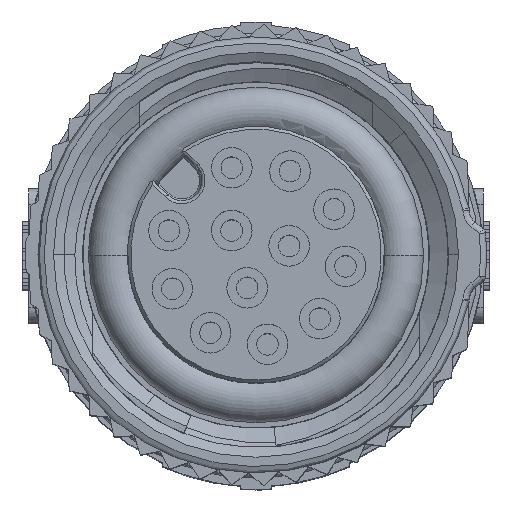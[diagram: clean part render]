
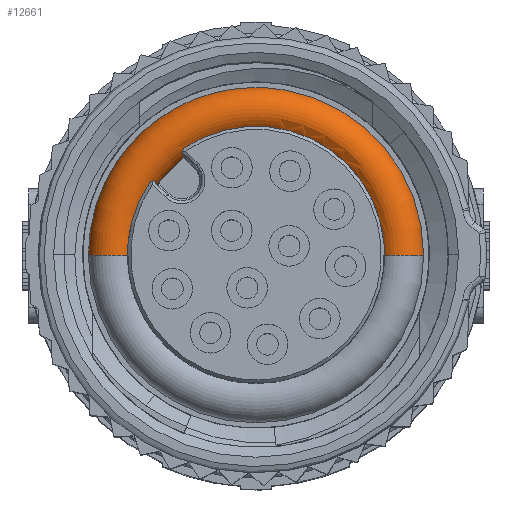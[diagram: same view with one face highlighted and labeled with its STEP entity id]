
A CAD part, top view. The second image highlights one B-rep face of the part: STEP entity #12661.
In plain terms, the highlighted toroidal (fillet/blend) face has major radius 4.633 mm and minor radius 0.75 mm.
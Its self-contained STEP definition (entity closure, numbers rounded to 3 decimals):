
#198=CARTESIAN_POINT('',(-3.409,2.322,1.233));
#199=CARTESIAN_POINT('',(-3.404,2.33,1.233));
#200=CARTESIAN_POINT('',(-3.391,2.344,1.23));
#201=CARTESIAN_POINT('',(-3.366,2.359,1.219));
#202=CARTESIAN_POINT('',(-3.337,2.367,1.2));
#203=CARTESIAN_POINT('',(-3.307,2.365,1.172));
#204=CARTESIAN_POINT('',(-3.279,2.356,1.138));
#205=CARTESIAN_POINT('',(-3.263,2.344,1.11));
#206=CARTESIAN_POINT('',(-3.256,2.337,1.095));
#208=CARTESIAN_POINT('',(0.,0.,0.1));
#209=DIRECTION('',(0.,0.,-1.));
#210=DIRECTION('',(-0.81,0.586,0.));
#211=AXIS2_PLACEMENT_3D('',#208,#209,#210);
#213=CARTESIAN_POINT('',(0.,0.,0.1));
#214=DIRECTION('',(0.,0.,-1.));
#215=DIRECTION('',(-1.,0.,0.));
#216=AXIS2_PLACEMENT_3D('',#213,#214,#215);
#227=CARTESIAN_POINT('',(-3.241,2.322,0.3));
#228=CARTESIAN_POINT('',(-3.243,2.323,0.296));
#229=CARTESIAN_POINT('',(-3.246,2.327,0.289));
#230=CARTESIAN_POINT('',(-3.25,2.332,0.278));
#231=CARTESIAN_POINT('',(-3.253,2.336,0.271));
#232=CARTESIAN_POINT('',(-3.255,2.338,0.268));
#253=CARTESIAN_POINT('',(-2.338,3.255,0.268));
#254=CARTESIAN_POINT('',(-2.336,3.253,0.271));
#255=CARTESIAN_POINT('',(-2.332,3.25,0.278));
#256=CARTESIAN_POINT('',(-2.327,3.246,0.289));
#257=CARTESIAN_POINT('',(-2.323,3.243,0.296));
#258=CARTESIAN_POINT('',(-2.322,3.241,0.3));
#265=CARTESIAN_POINT('',(-2.437,3.37,0.1));
#266=CARTESIAN_POINT('',(-2.431,3.36,0.11));
#267=CARTESIAN_POINT('',(-2.417,3.339,0.131));
#268=CARTESIAN_POINT('',(-2.395,3.308,0.169));
#269=CARTESIAN_POINT('',(-2.369,3.279,0.214));
#270=CARTESIAN_POINT('',(-2.348,3.262,0.249));
#271=CARTESIAN_POINT('',(-2.338,3.255,0.268));
#278=CARTESIAN_POINT('',(-2.322,3.241,0.3));
#279=CARTESIAN_POINT('',(-2.305,3.224,0.341));
#280=CARTESIAN_POINT('',(-2.276,3.196,0.425));
#281=CARTESIAN_POINT('',(-2.251,3.17,0.561));
#282=CARTESIAN_POINT('',(-2.244,3.164,0.7));
#283=CARTESIAN_POINT('',(-2.256,3.175,0.839));
#284=CARTESIAN_POINT('',(-2.287,3.206,0.973));
#285=CARTESIAN_POINT('',(-2.318,3.237,1.055));
#286=CARTESIAN_POINT('',(-2.337,3.256,1.095));
#304=CARTESIAN_POINT('',(-2.337,3.256,1.095));
#305=CARTESIAN_POINT('',(-2.344,3.263,1.11));
#306=CARTESIAN_POINT('',(-2.356,3.279,1.138));
#307=CARTESIAN_POINT('',(-2.365,3.307,1.172));
#308=CARTESIAN_POINT('',(-2.367,3.337,1.2));
#309=CARTESIAN_POINT('',(-2.359,3.366,1.219));
#310=CARTESIAN_POINT('',(-2.344,3.391,1.23));
#311=CARTESIAN_POINT('',(-2.33,3.404,1.233));
#312=CARTESIAN_POINT('',(-2.322,3.409,1.233));
#321=CARTESIAN_POINT('',(0.,0.,1.233));
#322=DIRECTION('',(0.,0.,1.));
#323=DIRECTION('',(-0.826,0.563,0.));
#324=AXIS2_PLACEMENT_3D('',#321,#322,#323);
#334=CARTESIAN_POINT('',(0.,0.,1.233));
#335=DIRECTION('',(0.,0.,1.));
#336=DIRECTION('',(1.,0.,0.));
#337=AXIS2_PLACEMENT_3D('',#334,#335,#336);
#349=CARTESIAN_POINT('',(-4.633,0.,0.681));
#350=DIRECTION('',(0.,1.,0.));
#351=DIRECTION('',(-0.632,0.,-0.775));
#352=AXIS2_PLACEMENT_3D('',#349,#350,#351);
#354=CARTESIAN_POINT('',(4.633,0.,0.681));
#355=DIRECTION('',(0.,1.,0.));
#356=DIRECTION('',(-0.677,0.,0.736));
#357=AXIS2_PLACEMENT_3D('',#354,#355,#356);
#9594=CARTESIAN_POINT('',(-3.256,2.337,1.095));
#9595=CARTESIAN_POINT('',(-3.237,2.318,1.055));
#9596=CARTESIAN_POINT('',(-3.206,2.287,
0.973));
#9597=CARTESIAN_POINT('',(-3.175,2.256,
0.839));
#9598=CARTESIAN_POINT('',(-3.164,2.244,
0.7));
#9599=CARTESIAN_POINT('',(-3.17,2.251,
0.561));
#9600=CARTESIAN_POINT('',(-3.196,2.276,
0.425));
#9601=CARTESIAN_POINT('',(-3.224,2.305,
0.341));
#9602=CARTESIAN_POINT('',(-3.241,2.322,0.3));
#9621=CARTESIAN_POINT('',(-3.255,2.338,
0.268));
#9622=CARTESIAN_POINT('',(-3.262,2.349,
0.249));
#9623=CARTESIAN_POINT('',(-3.279,2.369,
0.214));
#9624=CARTESIAN_POINT('',(-3.308,2.395,
0.169));
#9625=CARTESIAN_POINT('',(-3.339,2.417,
0.131));
#9626=CARTESIAN_POINT('',(-3.36,2.431,
0.11));
#9627=CARTESIAN_POINT('',(-3.37,2.437,0.1));
#10395=CARTESIAN_POINT('',(-3.409,2.322,
1.233));
#10396=CARTESIAN_POINT('',(-4.125,0.,1.233));
#10397=VERTEX_POINT('',#10395);
#10398=VERTEX_POINT('',#10396);
#10399=CARTESIAN_POINT('',(4.125,0.,1.233));
#10400=CARTESIAN_POINT('',(-2.322,3.409,
1.233));
#10401=VERTEX_POINT('',#10399);
#10402=VERTEX_POINT('',#10400);
#10403=VERTEX_POINT('',#9594);
#10404=VERTEX_POINT('',#9602);
#10405=VERTEX_POINT('',#278);
#10406=VERTEX_POINT('',#286);
#10407=VERTEX_POINT('',#232);
#10408=VERTEX_POINT('',#253);
#11214=CARTESIAN_POINT('',(-2.437,3.37,0.1));
#11215=VERTEX_POINT('',#11214);
#11216=CARTESIAN_POINT('',(-3.37,2.437,0.1));
#11217=VERTEX_POINT('',#11216);
#11218=CARTESIAN_POINT('',(-5.107,0.,0.1));
#11219=CARTESIAN_POINT('',(5.107,0.,0.1));
#11220=VERTEX_POINT('',#11218);
#11221=VERTEX_POINT('',#11219);
#12627=CARTESIAN_POINT('',(0.,0.,0.681));
#12628=DIRECTION('',(0.,0.,-1.));
#12629=DIRECTION('',(1.,0.,0.));
#12630=AXIS2_PLACEMENT_3D('',#12627,#12628,#12629);
#12631=TOROIDAL_SURFACE('',#12630,4.633,0.75);
#12633=ORIENTED_EDGE('',*,*,#12632,.F.);
#12635=ORIENTED_EDGE('',*,*,#12634,.F.);
#12637=ORIENTED_EDGE('',*,*,#12636,.F.);
#12639=ORIENTED_EDGE('',*,*,#12638,.F.);
#12640=ORIENTED_EDGE('',*,*,#12615,.F.);
#12642=ORIENTED_EDGE('',*,*,#12641,.T.);
#12644=ORIENTED_EDGE('',*,*,#12643,.F.);
#12646=ORIENTED_EDGE('',*,*,#12645,.T.);
#12648=ORIENTED_EDGE('',*,*,#12647,.F.);
#12650=ORIENTED_EDGE('',*,*,#12649,.T.);
#12652=ORIENTED_EDGE('',*,*,#12651,.F.);
#12654=ORIENTED_EDGE('',*,*,#12653,.F.);
#12656=ORIENTED_EDGE('',*,*,#12655,.F.);
#12658=ORIENTED_EDGE('',*,*,#12657,.F.);
#12659=EDGE_LOOP('',(#12633,#12635,#12637,#12639,#12640,#12642,#12644,#12646,
#12648,#12650,#12652,#12654,#12656,#12658));
#12660=FACE_OUTER_BOUND('',#12659,.F.);
#207=B_SPLINE_CURVE_WITH_KNOTS('',3,(#198,#199,#200,#201,#202,#203,#204,#205,
#206),.UNSPECIFIED.,.F.,.F.,(4,1,1,1,1,1,4),(0.,0.167,
0.333,0.5,0.667,0.833,1.),
.UNSPECIFIED.);
#212=CIRCLE('',#211,4.159);
#217=CIRCLE('',#216,5.107);
#233=B_SPLINE_CURVE_WITH_KNOTS('',3,(#227,#228,#229,#230,#231,#232),
.UNSPECIFIED.,.F.,.F.,(4,1,1,4),(0.,0.333,0.667,1.),
.UNSPECIFIED.);
#259=B_SPLINE_CURVE_WITH_KNOTS('',3,(#253,#254,#255,#256,#257,#258),
.UNSPECIFIED.,.F.,.F.,(4,1,1,4),(0.,0.333,0.667,1.),
.UNSPECIFIED.);
#272=B_SPLINE_CURVE_WITH_KNOTS('',3,(#265,#266,#267,#268,#269,#270,#271),
.UNSPECIFIED.,.F.,.F.,(4,1,1,1,4),(0.,0.25,0.5,0.75,1.),
.UNSPECIFIED.);
#287=B_SPLINE_CURVE_WITH_KNOTS('',3,(#278,#279,#280,#281,#282,#283,#284,#285,
#286),.UNSPECIFIED.,.F.,.F.,(4,1,1,1,1,1,4),(0.,0.167,
0.333,0.5,0.667,0.833,1.),
.UNSPECIFIED.);
#313=B_SPLINE_CURVE_WITH_KNOTS('',3,(#304,#305,#306,#307,#308,#309,#310,#311,
#312),.UNSPECIFIED.,.F.,.F.,(4,1,1,1,1,1,4),(0.,0.167,
0.333,0.5,0.667,0.833,1.),
.UNSPECIFIED.);
#325=CIRCLE('',#324,4.125);
#338=CIRCLE('',#337,4.125);
#353=CIRCLE('',#352,0.75);
#358=CIRCLE('',#357,0.75);
#9603=B_SPLINE_CURVE_WITH_KNOTS('',3,(#9594,#9595,#9596,#9597,#9598,#9599,#9600,
#9601,#9602),.UNSPECIFIED.,.F.,.F.,(4,1,1,1,1,1,4),(0.,0.167,
0.333,0.5,0.667,0.833,1.),
.UNSPECIFIED.);
#9628=B_SPLINE_CURVE_WITH_KNOTS('',3,(#9621,#9622,#9623,#9624,#9625,#9626,
#9627),.UNSPECIFIED.,.F.,.F.,(4,1,1,1,4),(0.,0.25,0.5,0.75,1.),
.UNSPECIFIED.);
#12615=EDGE_CURVE('',#10397,#10403,#207,.T.);
#12632=EDGE_CURVE('',#11217,#11215,#212,.T.);
#12634=EDGE_CURVE('',#10407,#11217,#9628,.T.);
#12636=EDGE_CURVE('',#10404,#10407,#233,.T.);
#12638=EDGE_CURVE('',#10403,#10404,#9603,.T.);
#12641=EDGE_CURVE('',#10397,#10398,#325,.T.);
#12643=EDGE_CURVE('',#11220,#10398,#353,.T.);
#12645=EDGE_CURVE('',#11220,#11221,#217,.T.);
#12647=EDGE_CURVE('',#10401,#11221,#358,.T.);
#12649=EDGE_CURVE('',#10401,#10402,#338,.T.);
#12651=EDGE_CURVE('',#10406,#10402,#313,.T.);
#12653=EDGE_CURVE('',#10405,#10406,#287,.T.);
#12655=EDGE_CURVE('',#10408,#10405,#259,.T.);
#12657=EDGE_CURVE('',#11215,#10408,#272,.T.);
#12661=ADVANCED_FACE('',(#12660),#12631,.T.);
